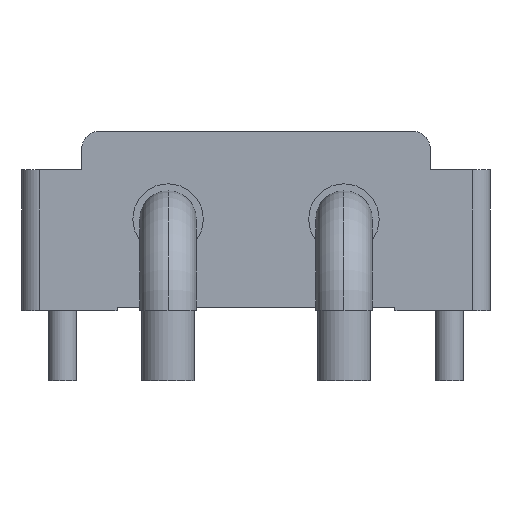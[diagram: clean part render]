
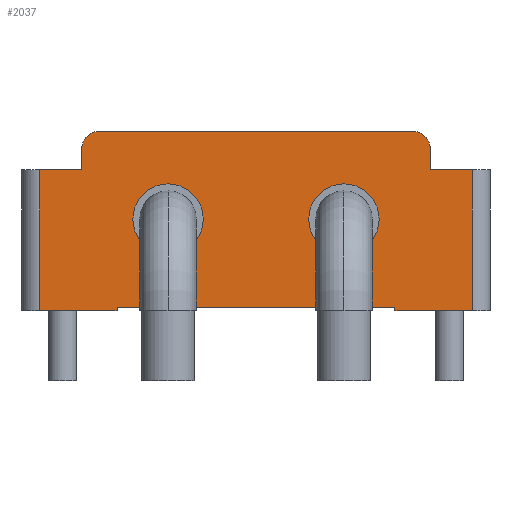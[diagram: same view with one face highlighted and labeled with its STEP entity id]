
A CAD part, front view. The second image highlights one B-rep face of the part: STEP entity #2037.
In plain terms, the highlighted planar face has unit normal (0, -1, 0).
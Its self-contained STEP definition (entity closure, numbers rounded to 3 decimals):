
#1 = AXIS2_PLACEMENT_3D ( 'NONE', #1382, #730, #431 ) ;
#31 = ORIENTED_EDGE ( 'NONE', *, *, #914, .T. ) ;
#79 = CARTESIAN_POINT ( 'NONE',  ( 0., 4.1, 1.6 ) ) ;
#87 = VERTEX_POINT ( 'NONE', #603 ) ;
#89 = CARTESIAN_POINT ( 'NONE',  ( -1.45, 4.1, 0. ) ) ;
#98 = AXIS2_PLACEMENT_3D ( 'NONE', #1522, #1214, #1503 ) ;
#99 = ORIENTED_EDGE ( 'NONE', *, *, #416, .T. ) ;
#109 = DIRECTION ( 'NONE',  ( 0., 0., 1. ) ) ;
#156 = AXIS2_PLACEMENT_3D ( 'NONE', #693, #831, #1478 ) ;
#162 = CARTESIAN_POINT ( 'NONE',  ( -1.95, 4.1, 5.1 ) ) ;
#170 = DIRECTION ( 'NONE',  ( 0., 0., -1. ) ) ;
#203 = CIRCLE ( 'NONE', #1, 1. ) ;
#212 = CARTESIAN_POINT ( 'NONE',  ( 5., 4.1, 1.6 ) ) ;
#233 = VECTOR ( 'NONE', #1235, 1000. ) ;
#234 = DIRECTION ( 'NONE',  ( 0., 0., 1. ) ) ;
#300 = CARTESIAN_POINT ( 'NONE',  ( -2.45, 4.1, 0.1 ) ) ;
#337 = VECTOR ( 'NONE', #678, 1000. ) ;
#342 = ORIENTED_EDGE ( 'NONE', *, *, #1954, .T. ) ;
#380 = EDGE_CURVE ( 'NONE', #1368, #544, #718, .T. ) ;
#384 = CARTESIAN_POINT ( 'NONE',  ( -2.45, 4.1, 4. ) ) ;
#416 = EDGE_CURVE ( 'NONE', #1934, #1662, #776, .T. ) ;
#422 = VERTEX_POINT ( 'NONE', #1373 ) ;
#431 = DIRECTION ( 'NONE',  ( 0., 0., 1. ) ) ;
#518 = VERTEX_POINT ( 'NONE', #1039 ) ;
#535 = VECTOR ( 'NONE', #1398, 1000. ) ;
#544 = VERTEX_POINT ( 'NONE', #212 ) ;
#559 = VERTEX_POINT ( 'NONE', #942 ) ;
#566 = LINE ( 'NONE', #573, #1999 ) ;
#573 = CARTESIAN_POINT ( 'NONE',  ( 7.45, 4.1, 0.1 ) ) ;
#601 = DIRECTION ( 'NONE',  ( 0., 0., 1. ) ) ;
#603 = CARTESIAN_POINT ( 'NONE',  ( 6.45, 4.1, 0.1 ) ) ;
#606 = LINE ( 'NONE', #1561, #1254 ) ;
#608 = CARTESIAN_POINT ( 'NONE',  ( 0., 4.1, 2.6 ) ) ;
#612 = EDGE_LOOP ( 'NONE', ( #99, #836 ) ) ;
#637 = ORIENTED_EDGE ( 'NONE', *, *, #1375, .T. ) ;
#638 = VERTEX_POINT ( 'NONE', #2040 ) ;
#640 = DIRECTION ( 'NONE',  ( 1., 0., 0. ) ) ;
#656 = EDGE_CURVE ( 'NONE', #638, #1418, #1717, .T. ) ;
#658 = ORIENTED_EDGE ( 'NONE', *, *, #958, .F. ) ;
#678 = DIRECTION ( 'NONE',  ( 0., 0., 1. ) ) ;
#693 = CARTESIAN_POINT ( 'NONE',  ( 6.95, 4.1, 4.6 ) ) ;
#698 = VERTEX_POINT ( 'NONE', #1393 ) ;
#699 = AXIS2_PLACEMENT_3D ( 'NONE', #1687, #1378, #109 ) ;
#718 = CIRCLE ( 'NONE', #1926, 1. ) ;
#724 = VECTOR ( 'NONE', #1259, 1000. ) ;
#730 = DIRECTION ( 'NONE',  ( 0., -1., 0. ) ) ;
#776 = CIRCLE ( 'NONE', #2057, 1. ) ;
#786 = AXIS2_PLACEMENT_3D ( 'NONE', #1009, #1315, #1960 ) ;
#790 = EDGE_CURVE ( 'NONE', #1134, #1038, #1730, .T. ) ;
#804 = VERTEX_POINT ( 'NONE', #162 ) ;
#825 = CARTESIAN_POINT ( 'NONE',  ( 8.65, 4.1, 4. ) ) ;
#831 = DIRECTION ( 'NONE',  ( 0., -1., 0. ) ) ;
#836 = ORIENTED_EDGE ( 'NONE', *, *, #1036, .T. ) ;
#881 = DIRECTION ( 'NONE',  ( 1., 0., 0. ) ) ;
#905 = FACE_BOUND ( 'NONE', #1804, .T. ) ;
#914 = EDGE_CURVE ( 'NONE', #698, #1434, #1053, .T. ) ;
#933 = DIRECTION ( 'NONE',  ( 0., 0., -1. ) ) ;
#942 = CARTESIAN_POINT ( 'NONE',  ( -2.45, 4.1, 4.6 ) ) ;
#958 = EDGE_CURVE ( 'NONE', #544, #1368, #203, .T. ) ;
#981 = LINE ( 'NONE', #1143, #1828 ) ;
#995 = CARTESIAN_POINT ( 'NONE',  ( 8.65, 4.1, 0. ) ) ;
#997 = ORIENTED_EDGE ( 'NONE', *, *, #790, .F. ) ;
#1009 = CARTESIAN_POINT ( 'NONE',  ( -1.95, 4.1, 4.6 ) ) ;
#1016 = CARTESIAN_POINT ( 'NONE',  ( -3.65, 4.1, 0. ) ) ;
#1024 = EDGE_CURVE ( 'NONE', #87, #1134, #566, .T. ) ;
#1036 = EDGE_CURVE ( 'NONE', #1662, #1934, #1554, .T. ) ;
#1038 = VERTEX_POINT ( 'NONE', #89 ) ;
#1039 = CARTESIAN_POINT ( 'NONE',  ( 6.45, 4.1, 0. ) ) ;
#1043 = CARTESIAN_POINT ( 'NONE',  ( -4.15, 4.1, 0. ) ) ;
#1047 = EDGE_CURVE ( 'NONE', #1515, #1038, #1357, .T. ) ;
#1053 = CIRCLE ( 'NONE', #156, 0.5 ) ;
#1090 = CIRCLE ( 'NONE', #786, 0.5 ) ;
#1096 = EDGE_CURVE ( 'NONE', #698, #638, #1583, .T. ) ;
#1109 = EDGE_CURVE ( 'NONE', #1792, #1289, #2060, .T. ) ;
#1134 = VERTEX_POINT ( 'NONE', #1233 ) ;
#1143 = CARTESIAN_POINT ( 'NONE',  ( -3.65, 4.1, 0. ) ) ;
#1150 = EDGE_CURVE ( 'NONE', #1289, #559, #1905, .T. ) ;
#1158 = VECTOR ( 'NONE', #1643, 1000. ) ;
#1169 = ORIENTED_EDGE ( 'NONE', *, *, #1109, .F. ) ;
#1175 = ORIENTED_EDGE ( 'NONE', *, *, #1024, .F. ) ;
#1190 = VECTOR ( 'NONE', #640, 1000. ) ;
#1191 = CARTESIAN_POINT ( 'NONE',  ( 5., 4.1, 2.6 ) ) ;
#1214 = DIRECTION ( 'NONE',  ( 0., 1., 0. ) ) ;
#1231 = EDGE_CURVE ( 'NONE', #804, #1434, #1762, .T. ) ;
#1232 = DIRECTION ( 'NONE',  ( 1., 0., 0. ) ) ;
#1233 = CARTESIAN_POINT ( 'NONE',  ( -1.45, 4.1, 0.1 ) ) ;
#1235 = DIRECTION ( 'NONE',  ( 1., 0., 0. ) ) ;
#1241 = CARTESIAN_POINT ( 'NONE',  ( -3.65, 4.1, 4. ) ) ;
#1254 = VECTOR ( 'NONE', #1232, 1000. ) ;
#1259 = DIRECTION ( 'NONE',  ( 0., 0., 1. ) ) ;
#1270 = CARTESIAN_POINT ( 'NONE',  ( -1.45, 4.1, 4. ) ) ;
#1289 = VERTEX_POINT ( 'NONE', #384 ) ;
#1301 = LINE ( 'NONE', #995, #337 ) ;
#1302 = DIRECTION ( 'NONE',  ( 0., 0., -1. ) ) ;
#1306 = CARTESIAN_POINT ( 'NONE',  ( -2.45, 4.1, 5.1 ) ) ;
#1315 = DIRECTION ( 'NONE',  ( 0., -1., 0. ) ) ;
#1322 = CARTESIAN_POINT ( 'NONE',  ( 6.95, 4.1, 5.1 ) ) ;
#1343 = ORIENTED_EDGE ( 'NONE', *, *, #656, .F. ) ;
#1352 = FACE_BOUND ( 'NONE', #612, .T. ) ;
#1357 = LINE ( 'NONE', #1043, #1358 ) ;
#1358 = VECTOR ( 'NONE', #881, 1000. ) ;
#1368 = VERTEX_POINT ( 'NONE', #1768 ) ;
#1373 = CARTESIAN_POINT ( 'NONE',  ( 8.65, 4.1, 0. ) ) ;
#1375 = EDGE_CURVE ( 'NONE', #1792, #1515, #981, .T. ) ;
#1378 = DIRECTION ( 'NONE',  ( 0., 1., 0. ) ) ;
#1382 = CARTESIAN_POINT ( 'NONE',  ( 5., 4.1, 2.6 ) ) ;
#1393 = CARTESIAN_POINT ( 'NONE',  ( 7.45, 4.1, 4.6 ) ) ;
#1398 = DIRECTION ( 'NONE',  ( 0., 0., -1. ) ) ;
#1418 = VERTEX_POINT ( 'NONE', #825 ) ;
#1434 = VERTEX_POINT ( 'NONE', #1322 ) ;
#1478 = DIRECTION ( 'NONE',  ( 0., 0., 1. ) ) ;
#1503 = DIRECTION ( 'NONE',  ( 0., 0., 1. ) ) ;
#1515 = VERTEX_POINT ( 'NONE', #1016 ) ;
#1516 = EDGE_CURVE ( 'NONE', #422, #1418, #1301, .T. ) ;
#1522 = CARTESIAN_POINT ( 'NONE',  ( 0., 4.1, 2.6 ) ) ;
#1529 = FACE_OUTER_BOUND ( 'NONE', #1696, .T. ) ;
#1548 = PLANE ( 'NONE',  #699 ) ;
#1554 = CIRCLE ( 'NONE', #98, 1. ) ;
#1561 = CARTESIAN_POINT ( 'NONE',  ( 6.45, 4.1, 0. ) ) ;
#1582 = CARTESIAN_POINT ( 'NONE',  ( 6.45, 4.1, 4. ) ) ;
#1583 = LINE ( 'NONE', #1738, #535 ) ;
#1626 = VECTOR ( 'NONE', #933, 1000. ) ;
#1640 = ORIENTED_EDGE ( 'NONE', *, *, #1669, .T. ) ;
#1643 = DIRECTION ( 'NONE',  ( 1., 0., 0. ) ) ;
#1656 = DIRECTION ( 'NONE',  ( 0., -1., 0. ) ) ;
#1662 = VERTEX_POINT ( 'NONE', #1714 ) ;
#1669 = EDGE_CURVE ( 'NONE', #518, #422, #606, .T. ) ;
#1687 = CARTESIAN_POINT ( 'NONE',  ( 0., 4.1, 0. ) ) ;
#1696 = EDGE_LOOP ( 'NONE', ( #1884, #342, #1923, #1169, #637, #1979, #997, #1175, #1851, #1640, #1835, #1343, #1735, #31 ) ) ;
#1714 = CARTESIAN_POINT ( 'NONE',  ( 0., 4.1, 3.6 ) ) ;
#1717 = LINE ( 'NONE', #1928, #233 ) ;
#1730 = LINE ( 'NONE', #1270, #1626 ) ;
#1735 = ORIENTED_EDGE ( 'NONE', *, *, #1096, .F. ) ;
#1738 = CARTESIAN_POINT ( 'NONE',  ( 7.45, 4.1, 5.1 ) ) ;
#1749 = LINE ( 'NONE', #1582, #2033 ) ;
#1762 = LINE ( 'NONE', #1306, #1158 ) ;
#1768 = CARTESIAN_POINT ( 'NONE',  ( 5., 4.1, 3.6 ) ) ;
#1792 = VERTEX_POINT ( 'NONE', #1241 ) ;
#1804 = EDGE_LOOP ( 'NONE', ( #658, #1988 ) ) ;
#1828 = VECTOR ( 'NONE', #1302, 1000. ) ;
#1835 = ORIENTED_EDGE ( 'NONE', *, *, #1516, .T. ) ;
#1842 = EDGE_CURVE ( 'NONE', #87, #518, #1749, .T. ) ;
#1851 = ORIENTED_EDGE ( 'NONE', *, *, #1842, .T. ) ;
#1869 = DIRECTION ( 'NONE',  ( -1., 0., 0. ) ) ;
#1884 = ORIENTED_EDGE ( 'NONE', *, *, #1231, .F. ) ;
#1905 = LINE ( 'NONE', #300, #724 ) ;
#1923 = ORIENTED_EDGE ( 'NONE', *, *, #1150, .F. ) ;
#1926 = AXIS2_PLACEMENT_3D ( 'NONE', #1191, #1656, #234 ) ;
#1928 = CARTESIAN_POINT ( 'NONE',  ( 6.45, 4.1, 4. ) ) ;
#1934 = VERTEX_POINT ( 'NONE', #79 ) ;
#1954 = EDGE_CURVE ( 'NONE', #804, #559, #1090, .T. ) ;
#1960 = DIRECTION ( 'NONE',  ( 0., 0., 1. ) ) ;
#1979 = ORIENTED_EDGE ( 'NONE', *, *, #1047, .T. ) ;
#1988 = ORIENTED_EDGE ( 'NONE', *, *, #380, .F. ) ;
#1999 = VECTOR ( 'NONE', #1869, 1000. ) ;
#2011 = DIRECTION ( 'NONE',  ( 0., 1., 0. ) ) ;
#2033 = VECTOR ( 'NONE', #170, 1000. ) ;
#2037 = ADVANCED_FACE ( 'NONE', ( #905, #1529, #1352 ), #1548, .F. ) ;
#2039 = CARTESIAN_POINT ( 'NONE',  ( -4.15, 4.1, 4. ) ) ;
#2040 = CARTESIAN_POINT ( 'NONE',  ( 7.45, 4.1, 4. ) ) ;
#2057 = AXIS2_PLACEMENT_3D ( 'NONE', #608, #2011, #601 ) ;
#2060 = LINE ( 'NONE', #2039, #1190 ) ;
